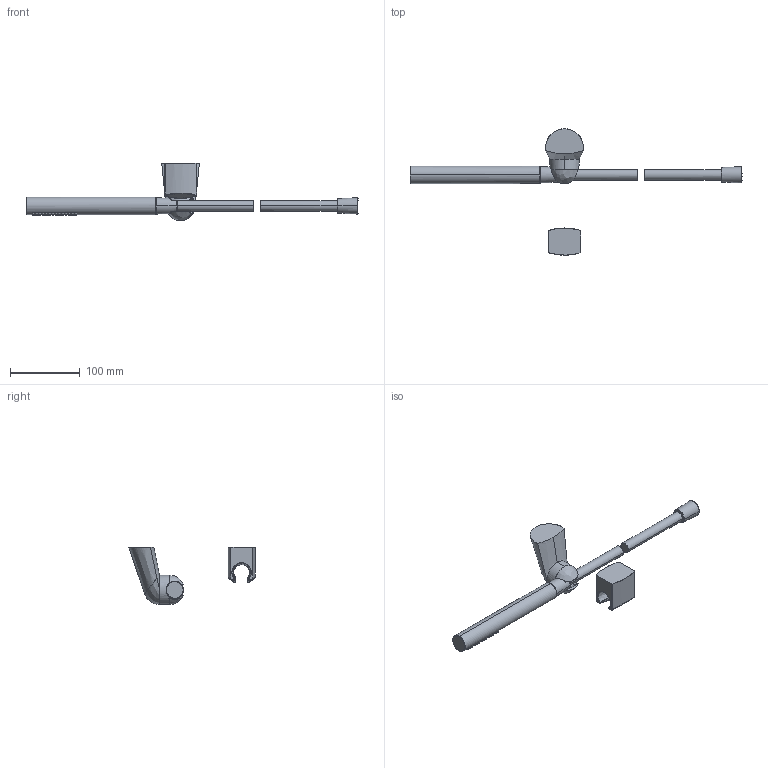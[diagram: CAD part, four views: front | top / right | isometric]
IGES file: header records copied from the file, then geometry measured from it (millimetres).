
Start section:  PTC IGES file: a41985_.igs  PTC IGES file: a41989_.igs  PTC IGES file: a41989_.igs  PTC IGES file: a41993_.igs  PTC IGES file: a40852_sw0001.igs  PTC IGES file: 45597.igs  PTC IGES file: 45597_3.igs  PTC IGES file: a45616.igs  PTC IGES file: a4562323.igs
Global section: file name: 31H; native system: Rhinoceros ( Mar  9 2011 ); preprocessor: Trout Lake IGES 012 Mar  9 2011; date: 130208.212217; units: centimetre
Bounding box: 477 x 181.5 x 82 mm (x, y, z)
Surface area: 60147 mm2 (no closed solid volume)
Topology: 0 solids, 0 shells, 404 faces, 5069 edges, 5069 vertices
Faces by surface type: bspline 404
